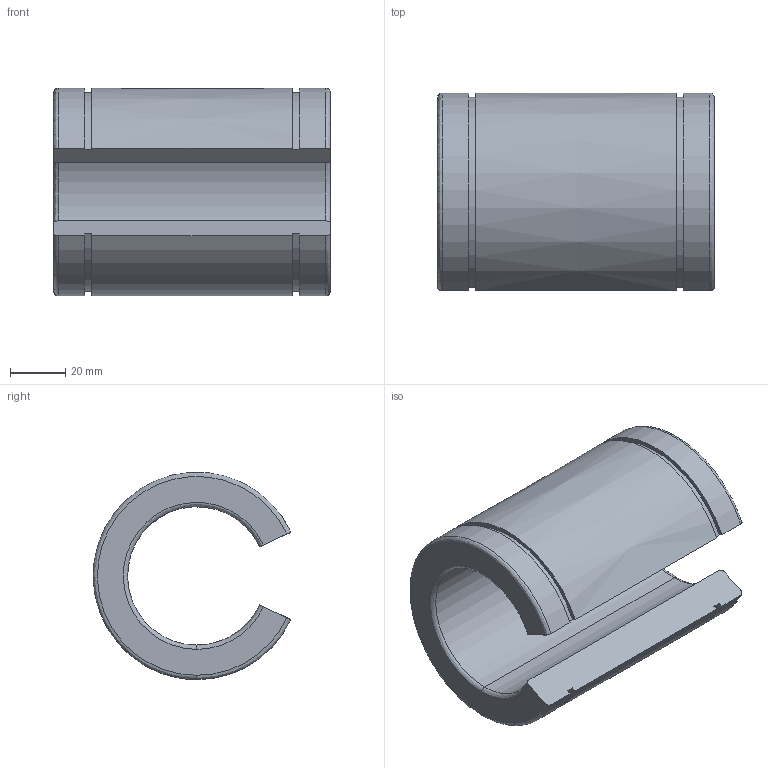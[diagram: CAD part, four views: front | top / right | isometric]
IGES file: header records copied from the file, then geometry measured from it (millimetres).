
Start section: Data from Parasolid IGES Translator 15.0.47, Copyright(c) 2006 Siemens P LM Software. All Rights Reserved.
Global section: file name: SDE-50-OP.igs; native system:  By UGS Corp.; preprocessor: XPlus GENERIC/IGES 3.0; author: Noname; organization: Noname; date: 20140710.082428; units: millimetre
Bounding box: 100 x 71.5 x 74.93 mm (x, y, z)
Surface area: 41270.7 mm2 (no closed solid volume)
Topology: 0 solids, 0 shells, 30 faces, 154 edges, 153 vertices
Faces by surface type: revolution 21, extrusion 9
